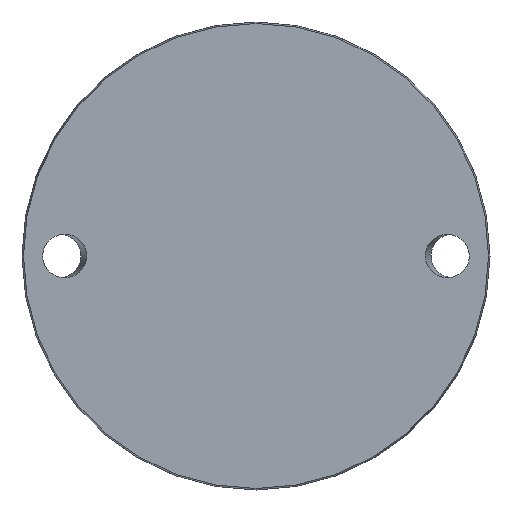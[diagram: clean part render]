
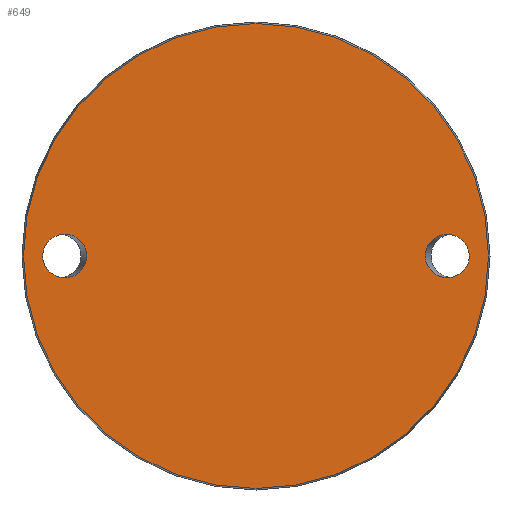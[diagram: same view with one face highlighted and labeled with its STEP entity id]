
A CAD part, front view. The second image highlights one B-rep face of the part: STEP entity #649.
In plain terms, the highlighted planar face has unit normal (0, -1, 0).
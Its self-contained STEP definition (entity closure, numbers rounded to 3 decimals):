
#2 = CARTESIAN_POINT ( 'NONE',  ( 64.385, 0., 0. ) ) ;
#12 =( BOUNDED_CURVE ( )  B_SPLINE_CURVE ( 3, ( #2, #874, #161, #89, #320, #964, #244 ),
 .UNSPECIFIED., .T., .F. ) 
 B_SPLINE_CURVE_WITH_KNOTS ( ( 4, 3, 4 ),
 ( 0., 3.142, 6.283 ),
 .UNSPECIFIED. ) 
 CURVE ( )  GEOMETRIC_REPRESENTATION_ITEM ( )  RATIONAL_B_SPLINE_CURVE ( ( 1., 0.333, 0.333, 1., 0.333, 0.333, 1. ) ) 
 REPRESENTATION_ITEM ( '' )  );
#48 = CARTESIAN_POINT ( 'NONE',  ( -81.115, 0., 0. ) ) ;
#50 = CARTESIAN_POINT ( 'NONE',  ( 64.385, 0., 0. ) ) ;
#78 = FACE_OUTER_BOUND ( 'NONE', #786, .T. ) ;
#89 = CARTESIAN_POINT ( 'NONE',  ( 81.115, 0., 0. ) ) ;
#135 = CARTESIAN_POINT ( 'NONE',  ( -81.115, 0., 0. ) ) ;
#139 = AXIS2_PLACEMENT_3D ( 'NONE', #764, #681, #974 ) ;
#161 = CARTESIAN_POINT ( 'NONE',  ( 81.115, 0., -16.5 ) ) ;
#186 = CARTESIAN_POINT ( 'NONE',  ( -64.385, 0., 0. ) ) ;
#197 = EDGE_CURVE ( 'NONE', #593, #593, #351, .T. ) ;
#209 = CARTESIAN_POINT ( 'NONE',  ( -81.115, 0., -16.5 ) ) ;
#244 = CARTESIAN_POINT ( 'NONE',  ( 64.385, 0., 0. ) ) ;
#268 = VERTEX_POINT ( 'NONE', #50 ) ;
#310 = FACE_BOUND ( 'NONE', #570, .T. ) ;
#317 = EDGE_CURVE ( 'NONE', #599, #599, #711, .T. ) ;
#320 = CARTESIAN_POINT ( 'NONE',  ( 81.115, 0., 16.5 ) ) ;
#351 =( BOUNDED_CURVE ( )  B_SPLINE_CURVE ( 3, ( #48, #903, #831, #186, #1001, #209, #135 ),
 .UNSPECIFIED., .T., .T. ) 
 B_SPLINE_CURVE_WITH_KNOTS ( ( 4, 3, 4 ),
 ( 0., 3.142, 6.283 ),
 .UNSPECIFIED. ) 
 CURVE ( )  GEOMETRIC_REPRESENTATION_ITEM ( )  RATIONAL_B_SPLINE_CURVE ( ( 1., 0.333, 0.333, 1., 0.333, 0.333, 1. ) ) 
 REPRESENTATION_ITEM ( '' )  );
#373 = DIRECTION ( 'NONE',  ( 0., 1., 0. ) ) ;
#395 = PLANE ( 'NONE',  #728 ) ;
#435 = CARTESIAN_POINT ( 'NONE',  ( -81.115, 0., 0. ) ) ;
#484 = EDGE_LOOP ( 'NONE', ( #508 ) ) ;
#508 = ORIENTED_EDGE ( 'NONE', *, *, #794, .F. ) ;
#570 = EDGE_LOOP ( 'NONE', ( #960 ) ) ;
#593 = VERTEX_POINT ( 'NONE', #435 ) ;
#599 = VERTEX_POINT ( 'NONE', #841 ) ;
#635 = DIRECTION ( 'NONE',  ( 0., 0., 1. ) ) ;
#649 = ADVANCED_FACE ( 'NONE', ( #310, #798, #78 ), #395, .F. ) ;
#681 = DIRECTION ( 'NONE',  ( 0., -1., 0. ) ) ;
#696 = ORIENTED_EDGE ( 'NONE', *, *, #317, .T. ) ;
#711 = CIRCLE ( 'NONE', #139, 88.425 ) ;
#728 = AXIS2_PLACEMENT_3D ( 'NONE', #1035, #373, #635 ) ;
#764 = CARTESIAN_POINT ( 'NONE',  ( 0., 0., 0. ) ) ;
#786 = EDGE_LOOP ( 'NONE', ( #696 ) ) ;
#794 = EDGE_CURVE ( 'NONE', #268, #268, #12, .T. ) ;
#798 = FACE_BOUND ( 'NONE', #484, .T. ) ;
#831 = CARTESIAN_POINT ( 'NONE',  ( -64.385, 0., 16.5 ) ) ;
#841 = CARTESIAN_POINT ( 'NONE',  ( 0., 0., -88.425 ) ) ;
#874 = CARTESIAN_POINT ( 'NONE',  ( 64.385, 0., -16.5 ) ) ;
#903 = CARTESIAN_POINT ( 'NONE',  ( -81.115, 0., 16.5 ) ) ;
#960 = ORIENTED_EDGE ( 'NONE', *, *, #197, .T. ) ;
#964 = CARTESIAN_POINT ( 'NONE',  ( 64.385, 0., 16.5 ) ) ;
#974 = DIRECTION ( 'NONE',  ( 0., 0., -1. ) ) ;
#1001 = CARTESIAN_POINT ( 'NONE',  ( -64.385, 0., -16.5 ) ) ;
#1035 = CARTESIAN_POINT ( 'NONE',  ( -88.425, 0., 0. ) ) ;
